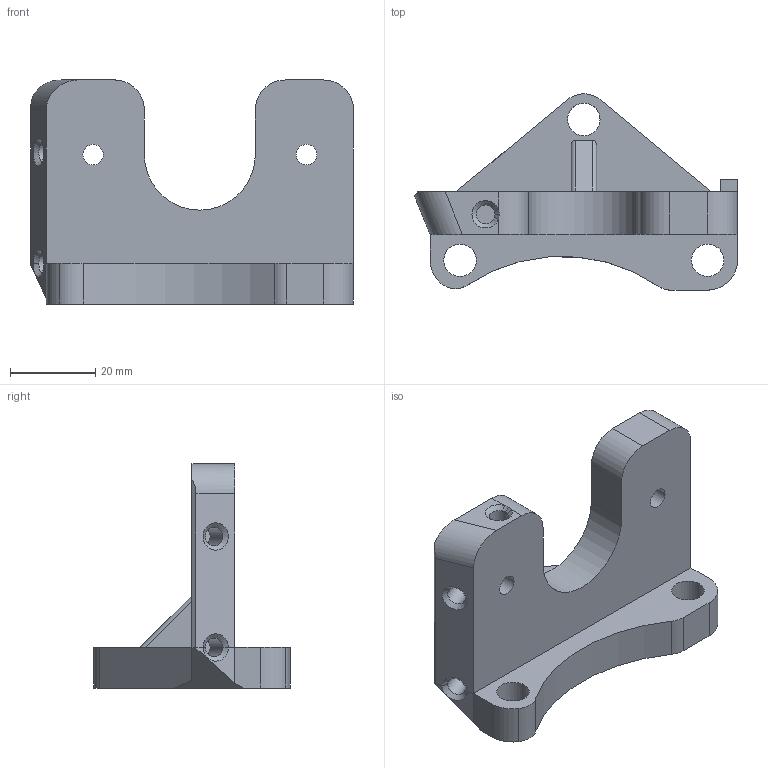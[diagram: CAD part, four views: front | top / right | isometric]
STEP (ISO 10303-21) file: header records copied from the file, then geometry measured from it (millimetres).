
FILE_DESCRIPTION(('FreeCAD Model'),'2;1');
FILE_NAME('extruder_mount_v2.11.step','2016-11-08T12:55:30',('Author'),(''), 'Open CASCADE STEP processor 6.8','FreeCAD','Unknown');
FILE_SCHEMA(('AUTOMOTIVE_DESIGN_CC2 { 1 2 10303 214 -1 1 5 4 }'));
Length unit declared in the file: millimetre
Products named in the file (2): ASSEMBLY; Fillet002
Assembly tree (1 placements, depth 2):
  ASSEMBLY
    Fillet002
Bounding box: 75.67 x 46 x 52.5 mm (x, y, z)
Volume: 41524.6 mm3; surface area: 13709.8 mm2
Topology: 1 solids, 1 shells, 70 faces, 176 edges, 110 vertices
Faces by surface type: plane 40, cylinder 20, cone 6, bspline 4
Full cylindrical faces by diameter (mm): 4.4 x3, 4.8 x2, 7.6 x3
Entity records: 5244 total; most frequent: CARTESIAN_POINT 1760, DIRECTION 624, LINE 374, VECTOR 374, ORIENTED_EDGE 352, PCURVE 352, DEFINITIONAL_REPRESENTATION 352, EDGE_CURVE 176
